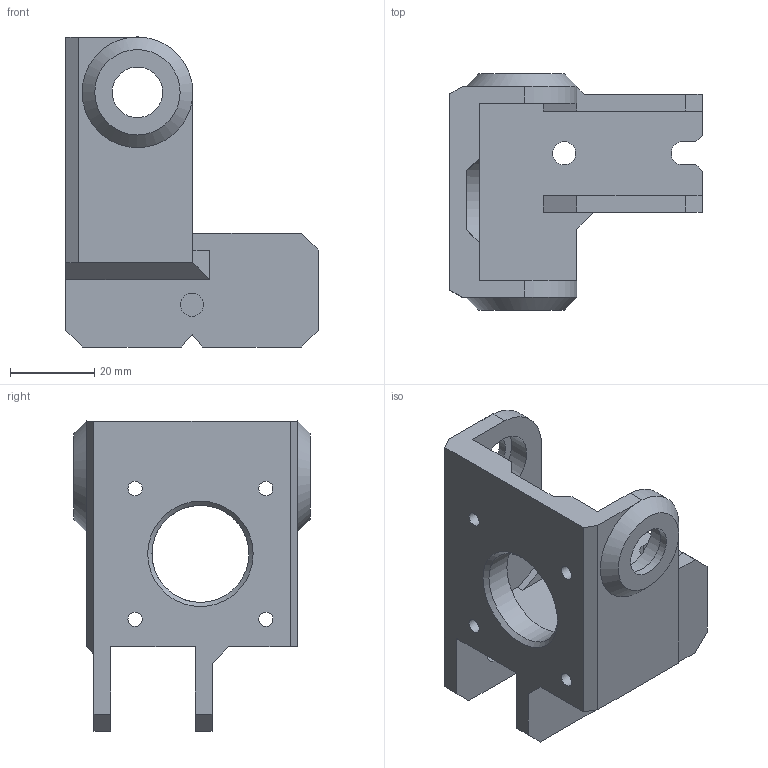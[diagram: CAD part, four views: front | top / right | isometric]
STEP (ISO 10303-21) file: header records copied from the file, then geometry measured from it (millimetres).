
FILE_DESCRIPTION(/* description */ (''),/* implementation_level */ '2;1');
FILE_NAME(/* name */ 'Worm Gear Buddy.step',/* time_stamp */ '2018-11-09T10:44:35+01:00',/* author */ (''),/* organization */ (''),/* preprocessor_version */ 'ST-DEVELOPER v17.2',/* originating_system */ 'Autodesk Translation Framework v7.6.0.251',/* authorisation */ '');
FILE_SCHEMA (('AUTOMOTIVE_DESIGN { 1 0 10303 214 3 1 1 }'));
Length unit declared in the file: millimetre
Products named in the file (1): Worm Gear Buddy (1)
Bounding box: 59.88 x 56 x 73.52 mm (x, y, z)
Volume: 39102.6 mm3; surface area: 21184.6 mm2
Topology: 1 solids, 1 shells, 85 faces, 236 edges, 155 vertices
Faces by surface type: plane 62, cylinder 20, cone 3
Full cylindrical faces by diameter (mm): 3.4 x4, 5.5 x4, 7 x4, 12 x2, 16.25 x2, 23 x1
Entity records: 2805 total; most frequent: CARTESIAN_POINT 477, DIRECTION 475, ORIENTED_EDGE 472, EDGE_CURVE 236, LINE 169, VECTOR 169, VERTEX_POINT 155, AXIS2_PLACEMENT_3D 153
